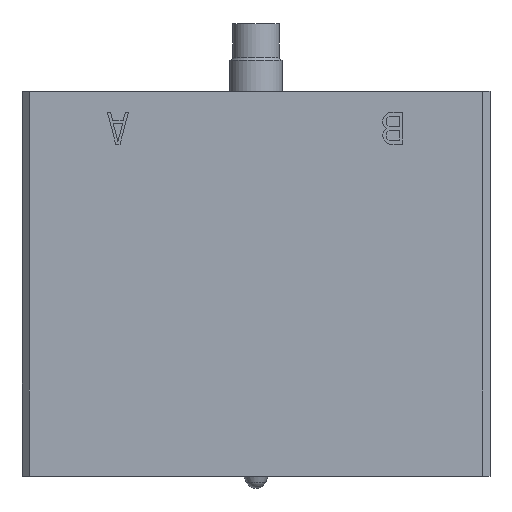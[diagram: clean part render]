
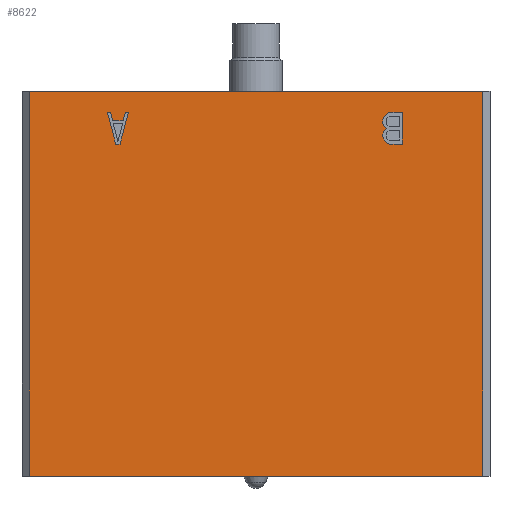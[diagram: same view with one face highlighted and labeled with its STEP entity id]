
A CAD part, top view. The second image highlights one B-rep face of the part: STEP entity #8622.
In plain terms, the highlighted planar face has unit normal (0, 0, 1).
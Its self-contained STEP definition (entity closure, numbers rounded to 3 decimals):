
#795=DIRECTION('',(0.,1.,0.));
#796=VECTOR('',#795,36.54);
#797=CARTESIAN_POINT('',(21.525,0.,7.505));
#798=LINE('',#797,#796);
#811=DIRECTION('',(1.,0.,0.));
#812=VECTOR('',#811,43.05);
#813=CARTESIAN_POINT('',(-21.525,0.,7.505));
#814=LINE('',#813,#812);
#815=DIRECTION('',(-1.,0.,0.));
#816=VECTOR('',#815,43.05);
#817=CARTESIAN_POINT('',(21.525,36.54,7.505));
#818=LINE('',#817,#816);
#819=DIRECTION('',(1.,0.,0.));
#820=VECTOR('',#819,0.4);
#821=CARTESIAN_POINT('',(-13.315,31.54,7.505));
#822=LINE('',#821,#820);
#823=DIRECTION('',(0.258,0.966,0.));
#824=VECTOR('',#823,3.105);
#825=CARTESIAN_POINT('',(-12.915,31.54,7.505));
#826=LINE('',#825,#824);
#827=DIRECTION('',(-1.,0.,0.));
#828=VECTOR('',#827,0.3);
#829=CARTESIAN_POINT('',(-12.115,34.54,7.505));
#830=LINE('',#829,#828);
#831=DIRECTION('',(-0.253,-0.968,0.));
#832=VECTOR('',#831,0.792);
#833=CARTESIAN_POINT('',(-12.415,34.54,7.505));
#834=LINE('',#833,#832);
#835=DIRECTION('',(-1.,0.,0.));
#836=VECTOR('',#835,1.);
#837=CARTESIAN_POINT('',(-12.615,33.774,7.505));
#838=LINE('',#837,#836);
#839=DIRECTION('',(-0.253,0.968,0.));
#840=VECTOR('',#839,0.792);
#841=CARTESIAN_POINT('',(-13.615,33.774,7.505));
#842=LINE('',#841,#840);
#843=DIRECTION('',(-1.,0.,0.));
#844=VECTOR('',#843,0.3);
#845=CARTESIAN_POINT('',(-13.815,34.54,7.505));
#846=LINE('',#845,#844);
#847=DIRECTION('',(0.258,-0.966,0.));
#848=VECTOR('',#847,3.105);
#849=CARTESIAN_POINT('',(-14.115,34.54,7.505));
#850=LINE('',#849,#848);
#851=DIRECTION('',(-0.843,-0.538,0.));
#852=VECTOR('',#851,0.119);
#853=CARTESIAN_POINT('',(12.36,33.008,7.505));
#854=LINE('',#853,#852);
#855=DIRECTION('',(-0.507,-0.862,0.));
#856=VECTOR('',#855,0.296);
#857=CARTESIAN_POINT('',(12.26,32.944,7.505));
#858=LINE('',#857,#856);
#859=DIRECTION('',(-0.253,-0.968,0.));
#860=VECTOR('',#859,0.198);
#861=CARTESIAN_POINT('',(12.11,32.689,7.505));
#862=LINE('',#861,#860);
#863=DIRECTION('',(0.,-1.,0.));
#864=VECTOR('',#863,0.255);
#865=CARTESIAN_POINT('',(12.06,32.497,7.505));
#866=LINE('',#865,#864);
#867=DIRECTION('',(0.253,-0.968,0.));
#868=VECTOR('',#867,0.198);
#869=CARTESIAN_POINT('',(12.06,32.242,7.505));
#870=LINE('',#869,#868);
#871=DIRECTION('',(0.507,-0.862,0.));
#872=VECTOR('',#871,0.296);
#873=CARTESIAN_POINT('',(12.11,32.051,7.505));
#874=LINE('',#873,#872);
#875=DIRECTION('',(0.722,-0.692,0.));
#876=VECTOR('',#875,0.277);
#877=CARTESIAN_POINT('',(12.26,31.795,7.505));
#878=LINE('',#877,#876);
#879=DIRECTION('',(0.969,-0.247,0.));
#880=VECTOR('',#879,0.258);
#881=CARTESIAN_POINT('',(12.46,31.604,7.505));
#882=LINE('',#881,#880);
#883=DIRECTION('',(1.,0.,0.));
#884=VECTOR('',#883,1.2);
#885=CARTESIAN_POINT('',(12.71,31.54,7.505));
#886=LINE('',#885,#884);
#887=DIRECTION('',(0.,1.,0.));
#888=VECTOR('',#887,3.);
#889=CARTESIAN_POINT('',(13.91,31.54,7.505));
#890=LINE('',#889,#888);
#891=DIRECTION('',(-1.,0.,0.));
#892=VECTOR('',#891,1.2);
#893=CARTESIAN_POINT('',(13.91,34.54,7.505));
#894=LINE('',#893,#892);
#895=DIRECTION('',(-0.969,-0.247,0.));
#896=VECTOR('',#895,0.258);
#897=CARTESIAN_POINT('',(12.71,34.54,7.505));
#898=LINE('',#897,#896);
#899=DIRECTION('',(-0.722,-0.692,0.));
#900=VECTOR('',#899,0.277);
#901=CARTESIAN_POINT('',(12.46,34.476,7.505));
#902=LINE('',#901,#900);
#903=DIRECTION('',(-0.507,-0.862,0.));
#904=VECTOR('',#903,0.296);
#905=CARTESIAN_POINT('',(12.26,34.285,7.505));
#906=LINE('',#905,#904);
#907=DIRECTION('',(-0.253,-0.968,0.));
#908=VECTOR('',#907,0.198);
#909=CARTESIAN_POINT('',(12.11,34.029,7.505));
#910=LINE('',#909,#908);
#911=DIRECTION('',(0.,-1.,0.));
#912=VECTOR('',#911,0.319);
#913=CARTESIAN_POINT('',(12.06,33.838,7.505));
#914=LINE('',#913,#912);
#915=DIRECTION('',(0.253,-0.968,0.));
#916=VECTOR('',#915,0.198);
#917=CARTESIAN_POINT('',(12.06,33.519,7.505));
#918=LINE('',#917,#916);
#919=DIRECTION('',(0.507,-0.862,0.));
#920=VECTOR('',#919,0.296);
#921=CARTESIAN_POINT('',(12.11,33.327,7.505));
#922=LINE('',#921,#920);
#923=DIRECTION('',(0.843,-0.538,0.));
#924=VECTOR('',#923,0.119);
#925=CARTESIAN_POINT('',(12.26,33.072,7.505));
#926=LINE('',#925,#924);
#927=DIRECTION('',(0.,-1.,0.));
#928=VECTOR('',#927,36.54);
#929=CARTESIAN_POINT('',(-21.525,36.54,7.505));
#930=LINE('',#929,#928);
#6858=CARTESIAN_POINT('',(-21.525,36.54,7.505));
#6859=CARTESIAN_POINT('',(-21.525,0.,7.505));
#6860=VERTEX_POINT('',#6858);
#6861=VERTEX_POINT('',#6859);
#6874=CARTESIAN_POINT('',(21.525,0.,7.505));
#6875=CARTESIAN_POINT('',(21.525,36.54,7.505));
#6876=VERTEX_POINT('',#6874);
#6877=VERTEX_POINT('',#6875);
#7826=CARTESIAN_POINT('',(-13.315,31.54,7.505));
#7827=CARTESIAN_POINT('',(-12.915,31.54,7.505));
#7828=VERTEX_POINT('',#7826);
#7829=VERTEX_POINT('',#7827);
#7830=CARTESIAN_POINT('',(-12.115,34.54,7.505));
#7831=VERTEX_POINT('',#7830);
#7832=CARTESIAN_POINT('',(-12.415,34.54,7.505));
#7833=VERTEX_POINT('',#7832);
#7834=CARTESIAN_POINT('',(-12.615,33.774,7.505));
#7835=VERTEX_POINT('',#7834);
#7836=CARTESIAN_POINT('',(-13.615,33.774,7.505));
#7837=VERTEX_POINT('',#7836);
#7838=CARTESIAN_POINT('',(-13.815,34.54,7.505));
#7839=VERTEX_POINT('',#7838);
#7840=CARTESIAN_POINT('',(-14.115,34.54,7.505));
#7841=VERTEX_POINT('',#7840);
#7848=CARTESIAN_POINT('',(12.36,33.008,7.505));
#7849=CARTESIAN_POINT('',(12.26,32.944,7.505));
#7850=VERTEX_POINT('',#7848);
#7851=VERTEX_POINT('',#7849);
#7852=CARTESIAN_POINT('',(12.11,32.689,7.505));
#7853=VERTEX_POINT('',#7852);
#7854=CARTESIAN_POINT('',(12.06,32.497,7.505));
#7855=VERTEX_POINT('',#7854);
#7856=CARTESIAN_POINT('',(12.06,32.242,7.505));
#7857=VERTEX_POINT('',#7856);
#7858=CARTESIAN_POINT('',(12.11,32.051,7.505));
#7859=VERTEX_POINT('',#7858);
#7860=CARTESIAN_POINT('',(12.26,31.795,7.505));
#7861=VERTEX_POINT('',#7860);
#7862=CARTESIAN_POINT('',(12.46,31.604,7.505));
#7863=VERTEX_POINT('',#7862);
#7864=CARTESIAN_POINT('',(12.71,31.54,7.505));
#7865=VERTEX_POINT('',#7864);
#7866=CARTESIAN_POINT('',(13.91,31.54,7.505));
#7867=VERTEX_POINT('',#7866);
#7868=CARTESIAN_POINT('',(13.91,34.54,7.505));
#7869=VERTEX_POINT('',#7868);
#7870=CARTESIAN_POINT('',(12.71,34.54,7.505));
#7871=VERTEX_POINT('',#7870);
#7872=CARTESIAN_POINT('',(12.46,34.476,7.505));
#7873=VERTEX_POINT('',#7872);
#7874=CARTESIAN_POINT('',(12.26,34.285,7.505));
#7875=VERTEX_POINT('',#7874);
#7876=CARTESIAN_POINT('',(12.11,34.029,7.505));
#7877=VERTEX_POINT('',#7876);
#7878=CARTESIAN_POINT('',(12.06,33.838,7.505));
#7879=VERTEX_POINT('',#7878);
#7880=CARTESIAN_POINT('',(12.06,33.519,7.505));
#7881=VERTEX_POINT('',#7880);
#7882=CARTESIAN_POINT('',(12.11,33.327,7.505));
#7883=VERTEX_POINT('',#7882);
#7884=CARTESIAN_POINT('',(12.26,33.072,7.505));
#7885=VERTEX_POINT('',#7884);
#8551=CARTESIAN_POINT('',(0.,0.,7.505));
#8552=DIRECTION('',(0.,0.,1.));
#8553=DIRECTION('',(1.,0.,0.));
#8554=AXIS2_PLACEMENT_3D('',#8551,#8552,#8553);
#8555=PLANE('',#8554);
#8556=ORIENTED_EDGE('',*,*,#8056,.F.);
#8558=ORIENTED_EDGE('',*,*,#8557,.F.);
#8560=ORIENTED_EDGE('',*,*,#8559,.F.);
#8561=ORIENTED_EDGE('',*,*,#8542,.F.);
#8562=EDGE_LOOP('',(#8556,#8558,#8560,#8561));
#8563=FACE_OUTER_BOUND('',#8562,.F.);
#8565=ORIENTED_EDGE('',*,*,#8564,.T.);
#8567=ORIENTED_EDGE('',*,*,#8566,.T.);
#8569=ORIENTED_EDGE('',*,*,#8568,.T.);
#8571=ORIENTED_EDGE('',*,*,#8570,.T.);
#8573=ORIENTED_EDGE('',*,*,#8572,.T.);
#8575=ORIENTED_EDGE('',*,*,#8574,.T.);
#8577=ORIENTED_EDGE('',*,*,#8576,.T.);
#8579=ORIENTED_EDGE('',*,*,#8578,.T.);
#8580=EDGE_LOOP('',(#8565,#8567,#8569,#8571,#8573,#8575,#8577,#8579));
#8581=FACE_BOUND('',#8580,.F.);
#8583=ORIENTED_EDGE('',*,*,#8582,.T.);
#8585=ORIENTED_EDGE('',*,*,#8584,.T.);
#8587=ORIENTED_EDGE('',*,*,#8586,.T.);
#8589=ORIENTED_EDGE('',*,*,#8588,.T.);
#8591=ORIENTED_EDGE('',*,*,#8590,.T.);
#8593=ORIENTED_EDGE('',*,*,#8592,.T.);
#8595=ORIENTED_EDGE('',*,*,#8594,.T.);
#8597=ORIENTED_EDGE('',*,*,#8596,.T.);
#8599=ORIENTED_EDGE('',*,*,#8598,.T.);
#8601=ORIENTED_EDGE('',*,*,#8600,.T.);
#8603=ORIENTED_EDGE('',*,*,#8602,.T.);
#8605=ORIENTED_EDGE('',*,*,#8604,.T.);
#8607=ORIENTED_EDGE('',*,*,#8606,.T.);
#8609=ORIENTED_EDGE('',*,*,#8608,.T.);
#8611=ORIENTED_EDGE('',*,*,#8610,.T.);
#8613=ORIENTED_EDGE('',*,*,#8612,.T.);
#8615=ORIENTED_EDGE('',*,*,#8614,.T.);
#8617=ORIENTED_EDGE('',*,*,#8616,.T.);
#8619=ORIENTED_EDGE('',*,*,#8618,.T.);
#8620=EDGE_LOOP('',(#8583,#8585,#8587,#8589,#8591,#8593,#8595,#8597,#8599,#8601,
#8603,#8605,#8607,#8609,#8611,#8613,#8615,#8617,#8619));
#8621=FACE_BOUND('',#8620,.F.);
#8622=ADVANCED_FACE('',(#8563,#8581,#8621),#8555,.T.);
#8056=EDGE_CURVE('',#6861,#6876,#814,.T.);
#8542=EDGE_CURVE('',#6876,#6877,#798,.T.);
#8557=EDGE_CURVE('',#6860,#6861,#930,.T.);
#8559=EDGE_CURVE('',#6877,#6860,#818,.T.);
#8564=EDGE_CURVE('',#7828,#7829,#822,.T.);
#8566=EDGE_CURVE('',#7829,#7831,#826,.T.);
#8568=EDGE_CURVE('',#7831,#7833,#830,.T.);
#8570=EDGE_CURVE('',#7833,#7835,#834,.T.);
#8572=EDGE_CURVE('',#7835,#7837,#838,.T.);
#8574=EDGE_CURVE('',#7837,#7839,#842,.T.);
#8576=EDGE_CURVE('',#7839,#7841,#846,.T.);
#8578=EDGE_CURVE('',#7841,#7828,#850,.T.);
#8582=EDGE_CURVE('',#7850,#7851,#854,.T.);
#8584=EDGE_CURVE('',#7851,#7853,#858,.T.);
#8586=EDGE_CURVE('',#7853,#7855,#862,.T.);
#8588=EDGE_CURVE('',#7855,#7857,#866,.T.);
#8590=EDGE_CURVE('',#7857,#7859,#870,.T.);
#8592=EDGE_CURVE('',#7859,#7861,#874,.T.);
#8594=EDGE_CURVE('',#7861,#7863,#878,.T.);
#8596=EDGE_CURVE('',#7863,#7865,#882,.T.);
#8598=EDGE_CURVE('',#7865,#7867,#886,.T.);
#8600=EDGE_CURVE('',#7867,#7869,#890,.T.);
#8602=EDGE_CURVE('',#7869,#7871,#894,.T.);
#8604=EDGE_CURVE('',#7871,#7873,#898,.T.);
#8606=EDGE_CURVE('',#7873,#7875,#902,.T.);
#8608=EDGE_CURVE('',#7875,#7877,#906,.T.);
#8610=EDGE_CURVE('',#7877,#7879,#910,.T.);
#8612=EDGE_CURVE('',#7879,#7881,#914,.T.);
#8614=EDGE_CURVE('',#7881,#7883,#918,.T.);
#8616=EDGE_CURVE('',#7883,#7885,#922,.T.);
#8618=EDGE_CURVE('',#7885,#7850,#926,.T.);
